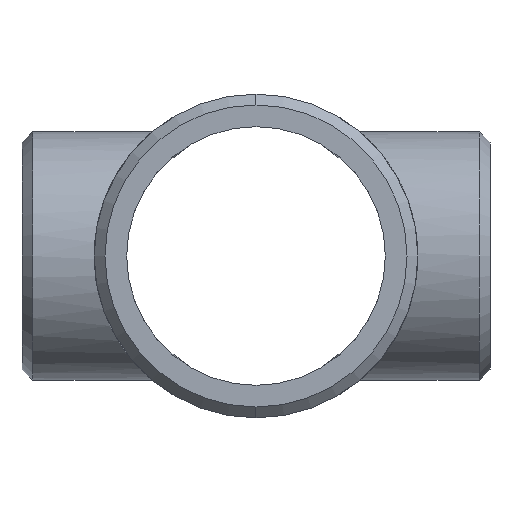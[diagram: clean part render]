
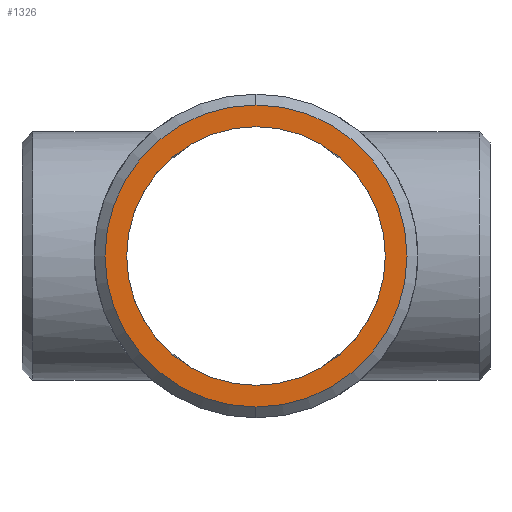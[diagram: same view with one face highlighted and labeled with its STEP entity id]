
A CAD part, left-side view. The second image highlights one B-rep face of the part: STEP entity #1326.
In plain terms, the highlighted planar face has unit normal (-1, 0, 0).
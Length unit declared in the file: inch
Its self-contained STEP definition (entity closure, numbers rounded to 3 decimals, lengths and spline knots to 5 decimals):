
#9 = DIRECTION ( 'NONE',  ( 0., 0., -1. ) ) ;
#22 = CARTESIAN_POINT ( 'NONE',  ( -11., 0., -5.594 ) ) ;
#30 = ORIENTED_EDGE ( 'NONE', *, *, #323, .T. ) ;
#39 = VERTEX_POINT ( 'NONE', #1296 ) ;
#94 = EDGE_CURVE ( 'NONE', #39, #1521, #1316, .T. ) ;
#131 = EDGE_LOOP ( 'NONE', ( #30, #1310 ) ) ;
#141 = DIRECTION ( 'NONE',  ( -1., 0., 0. ) ) ;
#178 = CARTESIAN_POINT ( 'NONE',  ( -11., 0., 0. ) ) ;
#217 = AXIS2_PLACEMENT_3D ( 'NONE', #319, #745, #790 ) ;
#240 = CARTESIAN_POINT ( 'NONE',  ( -11., 0., 0. ) ) ;
#268 = DIRECTION ( 'NONE',  ( 1., 0., 0. ) ) ;
#319 = CARTESIAN_POINT ( 'NONE',  ( -11., 0., 0. ) ) ;
#323 = EDGE_CURVE ( 'NONE', #1521, #39, #1513, .T. ) ;
#359 = CARTESIAN_POINT ( 'NONE',  ( -11., 0., -6.53133 ) ) ;
#375 = FACE_BOUND ( 'NONE', #516, .T. ) ;
#397 = EDGE_CURVE ( 'NONE', #1462, #1441, #696, .T. ) ;
#449 = DIRECTION ( 'NONE',  ( 0., 0., 1. ) ) ;
#475 = ORIENTED_EDGE ( 'NONE', *, *, #963, .T. ) ;
#516 = EDGE_LOOP ( 'NONE', ( #1079, #475 ) ) ;
#643 = AXIS2_PLACEMENT_3D ( 'NONE', #178, #268, #751 ) ;
#696 = CIRCLE ( 'NONE', #217, 5.594 ) ;
#745 = DIRECTION ( 'NONE',  ( 1., 0., 0. ) ) ;
#751 = DIRECTION ( 'NONE',  ( 0., 0., 1. ) ) ;
#775 = CARTESIAN_POINT ( 'NONE',  ( -11., 0., 0. ) ) ;
#790 = DIRECTION ( 'NONE',  ( 0., 0., 1. ) ) ;
#839 = CARTESIAN_POINT ( 'NONE',  ( -11., 0., 5.594 ) ) ;
#846 = FACE_OUTER_BOUND ( 'NONE', #131, .T. ) ;
#861 = AXIS2_PLACEMENT_3D ( 'NONE', #775, #1315, #1121 ) ;
#925 = DIRECTION ( 'NONE',  ( -1., 0., 0. ) ) ;
#963 = EDGE_CURVE ( 'NONE', #1441, #1462, #1306, .T. ) ;
#1055 = CARTESIAN_POINT ( 'NONE',  ( -11., 0., 0. ) ) ;
#1079 = ORIENTED_EDGE ( 'NONE', *, *, #397, .T. ) ;
#1121 = DIRECTION ( 'NONE',  ( 0., 0., 1. ) ) ;
#1296 = CARTESIAN_POINT ( 'NONE',  ( -11., 0., 6.53133 ) ) ;
#1305 = PLANE ( 'NONE',  #1490 ) ;
#1306 = CIRCLE ( 'NONE', #643, 5.594 ) ;
#1310 = ORIENTED_EDGE ( 'NONE', *, *, #94, .T. ) ;
#1315 = DIRECTION ( 'NONE',  ( -1., 0., 0. ) ) ;
#1316 = CIRCLE ( 'NONE', #861, 6.53133 ) ;
#1326 = ADVANCED_FACE ( 'NONE', ( #846, #375 ), #1305, .T. ) ;
#1362 = AXIS2_PLACEMENT_3D ( 'NONE', #1055, #925, #449 ) ;
#1441 = VERTEX_POINT ( 'NONE', #22 ) ;
#1462 = VERTEX_POINT ( 'NONE', #839 ) ;
#1490 = AXIS2_PLACEMENT_3D ( 'NONE', #240, #141, #9 ) ;
#1513 = CIRCLE ( 'NONE', #1362, 6.53133 ) ;
#1521 = VERTEX_POINT ( 'NONE', #359 ) ;
